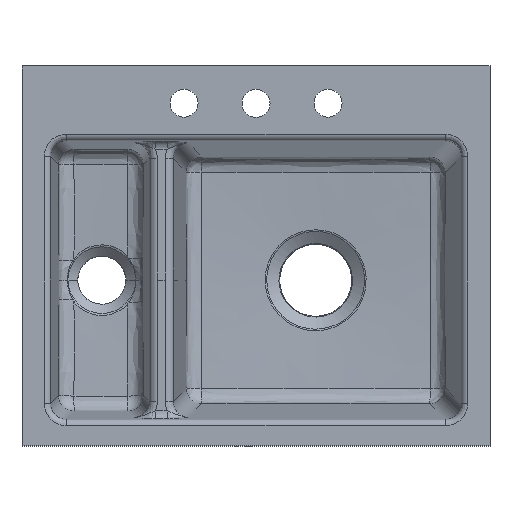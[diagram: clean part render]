
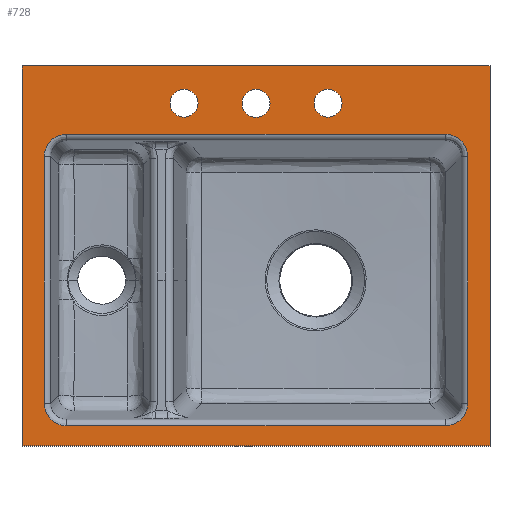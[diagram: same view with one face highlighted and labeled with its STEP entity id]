
A CAD part, top view. The second image highlights one B-rep face of the part: STEP entity #728.
In plain terms, the highlighted planar face has unit normal (0, 0, 1).
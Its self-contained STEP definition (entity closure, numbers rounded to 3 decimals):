
#728=ADVANCED_FACE('',(#1440,#1441,#1442,#1443,#1444),#976,.T.);
#976=PLANE('',#4199);
#1023=ELLIPSE('',#4195,28.334,28.);
#1024=ELLIPSE('',#4196,28.361,28.);
#1025=ELLIPSE('',#4197,28.361,28.);
#1026=ELLIPSE('',#4198,28.334,28.);
#1187=LINE('',#7897,#1353);
#1188=LINE('',#7900,#1354);
#1189=LINE('',#7902,#1355);
#1190=LINE('',#7904,#1356);
#1191=LINE('',#7911,#1357);
#1192=LINE('',#7916,#1358);
#1193=LINE('',#7920,#1359);
#1194=LINE('',#7924,#1360);
#1353=VECTOR('',#4794,1.);
#1354=VECTOR('',#4795,1.);
#1355=VECTOR('',#4796,1.);
#1356=VECTOR('',#4797,1.);
#1357=VECTOR('',#4804,1.);
#1358=VECTOR('',#4807,1.);
#1359=VECTOR('',#4810,1.);
#1360=VECTOR('',#4813,1.);
#1440=FACE_BOUND('',#1519,.T.);
#1441=FACE_BOUND('',#1520,.T.);
#1442=FACE_BOUND('',#1521,.T.);
#1443=FACE_BOUND('',#1522,.T.);
#1444=FACE_BOUND('',#1523,.T.);
#1519=EDGE_LOOP('',(#2049,#2050,#2051,#2052));
#1520=EDGE_LOOP('',(#2053));
#1521=EDGE_LOOP('',(#2054));
#1522=EDGE_LOOP('',(#2055));
#1523=EDGE_LOOP('',(#2056,#2057,#2058,#2059,#2060,#2061,#2062,#2063));
#2049=ORIENTED_EDGE('',*,*,#3574,.T.);
#2050=ORIENTED_EDGE('',*,*,#3575,.T.);
#2051=ORIENTED_EDGE('',*,*,#3576,.T.);
#2052=ORIENTED_EDGE('',*,*,#3577,.T.);
#2053=ORIENTED_EDGE('',*,*,#3578,.T.);
#2054=ORIENTED_EDGE('',*,*,#3579,.F.);
#2055=ORIENTED_EDGE('',*,*,#3580,.F.);
#2056=ORIENTED_EDGE('',*,*,#3581,.T.);
#2057=ORIENTED_EDGE('',*,*,#3582,.T.);
#2058=ORIENTED_EDGE('',*,*,#3583,.T.);
#2059=ORIENTED_EDGE('',*,*,#3584,.T.);
#2060=ORIENTED_EDGE('',*,*,#3585,.T.);
#2061=ORIENTED_EDGE('',*,*,#3586,.T.);
#2062=ORIENTED_EDGE('',*,*,#3587,.T.);
#2063=ORIENTED_EDGE('',*,*,#3588,.T.);
#3194=VERTEX_POINT('',#7898);
#3195=VERTEX_POINT('',#7899);
#3196=VERTEX_POINT('',#7901);
#3197=VERTEX_POINT('',#7903);
#3198=VERTEX_POINT('',#7906);
#3199=VERTEX_POINT('',#7908);
#3200=VERTEX_POINT('',#7910);
#3201=VERTEX_POINT('',#7912);
#3202=VERTEX_POINT('',#7913);
#3203=VERTEX_POINT('',#7915);
#3204=VERTEX_POINT('',#7917);
#3205=VERTEX_POINT('',#7919);
#3206=VERTEX_POINT('',#7921);
#3207=VERTEX_POINT('',#7923);
#3208=VERTEX_POINT('',#7925);
#3574=EDGE_CURVE('',#3194,#3195,#1187,.T.);
#3575=EDGE_CURVE('',#3195,#3196,#1188,.T.);
#3576=EDGE_CURVE('',#3196,#3197,#1189,.T.);
#3577=EDGE_CURVE('',#3197,#3194,#1190,.T.);
#3578=EDGE_CURVE('',#3198,#3198,#3941,.T.);
#3579=EDGE_CURVE('',#3199,#3199,#3942,.T.);
#3580=EDGE_CURVE('',#3200,#3200,#3943,.T.);
#3581=EDGE_CURVE('',#3201,#3202,#1191,.T.);
#3582=EDGE_CURVE('',#3202,#3203,#1023,.T.);
#3583=EDGE_CURVE('',#3203,#3204,#1192,.T.);
#3584=EDGE_CURVE('',#3204,#3205,#1024,.T.);
#3585=EDGE_CURVE('',#3205,#3206,#1193,.T.);
#3586=EDGE_CURVE('',#3206,#3207,#1025,.T.);
#3587=EDGE_CURVE('',#3207,#3208,#1194,.T.);
#3588=EDGE_CURVE('',#3208,#3201,#1026,.T.);
#3941=CIRCLE('',#4192,17.5);
#3942=CIRCLE('',#4193,17.5);
#3943=CIRCLE('',#4194,17.5);
#4192=AXIS2_PLACEMENT_3D('',#7905,#4798,#4799);
#4193=AXIS2_PLACEMENT_3D('',#7907,#4800,#4801);
#4194=AXIS2_PLACEMENT_3D('',#7909,#4802,#4803);
#4195=AXIS2_PLACEMENT_3D('',#7914,#4805,#4806);
#4196=AXIS2_PLACEMENT_3D('',#7918,#4808,#4809);
#4197=AXIS2_PLACEMENT_3D('',#7922,#4811,#4812);
#4198=AXIS2_PLACEMENT_3D('',#7926,#4814,#4815);
#4199=AXIS2_PLACEMENT_3D('',#7927,#4816,#4817);
#4794=DIRECTION('',(0.,1.,0.));
#4795=DIRECTION('',(-1.,0.,0.));
#4796=DIRECTION('',(0.,-1.,0.));
#4797=DIRECTION('',(1.,0.,0.));
#4798=DIRECTION('',(0.,0.,-1.));
#4799=DIRECTION('',(1.,0.,0.));
#4800=DIRECTION('',(0.,0.,1.));
#4801=DIRECTION('',(1.,0.,0.));
#4802=DIRECTION('',(0.,0.,1.));
#4803=DIRECTION('',(1.,0.,0.));
#4804=DIRECTION('',(0.,1.,0.));
#4805=DIRECTION('',(0.,0.,-1.));
#4806=DIRECTION('',(-0.678,0.735,0.));
#4807=DIRECTION('',(1.,0.,0.));
#4808=DIRECTION('',(0.,0.,-1.));
#4809=DIRECTION('',(0.707,0.707,0.));
#4810=DIRECTION('',(0.,-1.,0.));
#4811=DIRECTION('',(0.,0.,-1.));
#4812=DIRECTION('',(-0.707,0.707,0.));
#4813=DIRECTION('',(-1.,0.,0.));
#4814=DIRECTION('',(0.,0.,-1.));
#4815=DIRECTION('',(0.678,0.735,0.));
#4816=DIRECTION('',(0.,0.,1.));
#4817=DIRECTION('',(1.,0.,0.));
#7897=CARTESIAN_POINT('',(222.5,-207.5,0.));
#7898=CARTESIAN_POINT('',(222.5,-207.5,0.));
#7899=CARTESIAN_POINT('',(222.5,267.5,0.));
#7900=CARTESIAN_POINT('',(222.5,267.5,0.));
#7901=CARTESIAN_POINT('',(-362.5,267.5,0.));
#7902=CARTESIAN_POINT('',(-362.5,267.5,0.));
#7903=CARTESIAN_POINT('',(-362.5,-207.5,0.));
#7904=CARTESIAN_POINT('',(-362.5,-207.5,0.));
#7905=CARTESIAN_POINT('',(-160.,221.,0.));
#7906=CARTESIAN_POINT('',(-142.5,221.,0.));
#7907=CARTESIAN_POINT('',(-70.,220.702,0.));
#7908=CARTESIAN_POINT('',(-52.5,220.702,0.));
#7909=CARTESIAN_POINT('',(20.,221.,0.));
#7910=CARTESIAN_POINT('',(37.5,221.,0.));
#7911=CARTESIAN_POINT('',(-334.703,156.974,0.));
#7912=CARTESIAN_POINT('',(-334.703,-154.293,0.));
#7913=CARTESIAN_POINT('',(-334.703,154.293,0.));
#7914=CARTESIAN_POINT('',(-306.549,153.959,0.));
#7915=CARTESIAN_POINT('',(-306.882,182.14,0.));
#7916=CARTESIAN_POINT('',(-223.224,182.14,0.));
#7917=CARTESIAN_POINT('',(166.82,182.14,0.));
#7918=CARTESIAN_POINT('',(166.459,153.959,0.));
#7919=CARTESIAN_POINT('',(194.64,154.32,0.));
#7920=CARTESIAN_POINT('',(194.64,156.974,0.));
#7921=CARTESIAN_POINT('',(194.64,-154.32,0.));
#7922=CARTESIAN_POINT('',(166.459,-153.959,0.));
#7923=CARTESIAN_POINT('',(166.82,-182.14,0.));
#7924=CARTESIAN_POINT('',(-223.224,-182.14,0.));
#7925=CARTESIAN_POINT('',(-306.882,-182.14,0.));
#7926=CARTESIAN_POINT('',(-306.549,-153.959,0.));
#7927=CARTESIAN_POINT('',(-223.224,156.974,0.));
